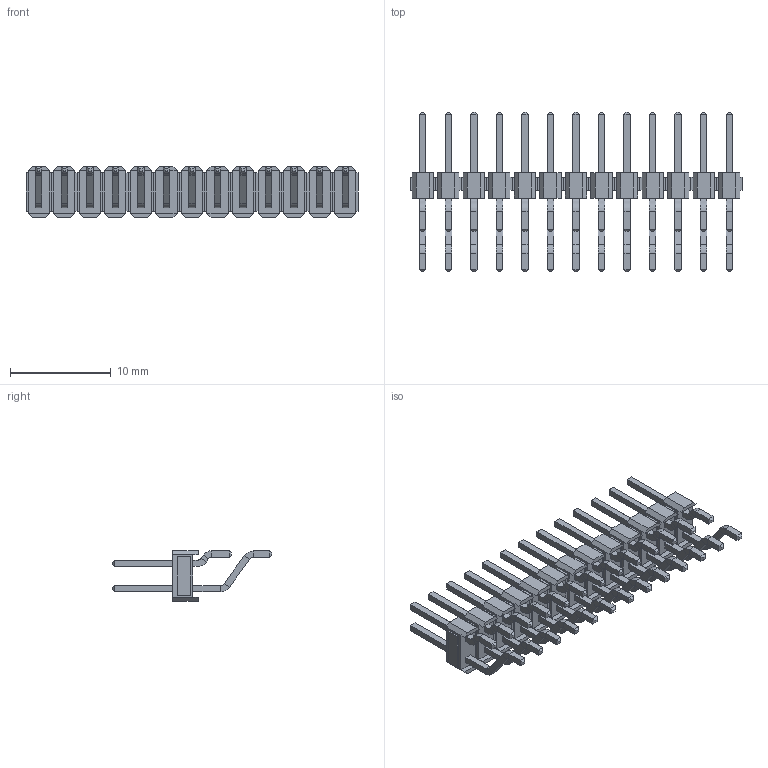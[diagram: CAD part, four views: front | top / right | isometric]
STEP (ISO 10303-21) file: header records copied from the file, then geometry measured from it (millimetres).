
FILE_DESCRIPTION (( 'STEP AP214' ), '1' );
FILE_NAME ('PLDR_SMD-26.STEP', '2019-06-30T11:59:59', ( '' ), ( '' ), 'SwSTEP 2.0', 'SolidWorks 2018', '' );
FILE_SCHEMA (( 'AUTOMOTIVE_DESIGN' ));
Length unit declared in the file: millimetre
Products named in the file (1): PLDR_SMD-26
Bounding box: 33.02 x 15.84 x 5 mm (x, y, z)
Volume: 437.2 mm3; surface area: 1567.7 mm2
Topology: 13 solids, 13 shells, 1144 faces, 2548 edges, 1508 vertices
Faces by surface type: plane 1014, cylinder 78, bspline 52
Entity records: 45100 total; most frequent: CARTESIAN_POINT 7359, ORIENTED_EDGE 5096, DIRECTION 4916, EDGE_CURVE 2548, LINE 2314, VECTOR 2314, VERTEX_POINT 1508, AXIS2_PLACEMENT_3D 1301
